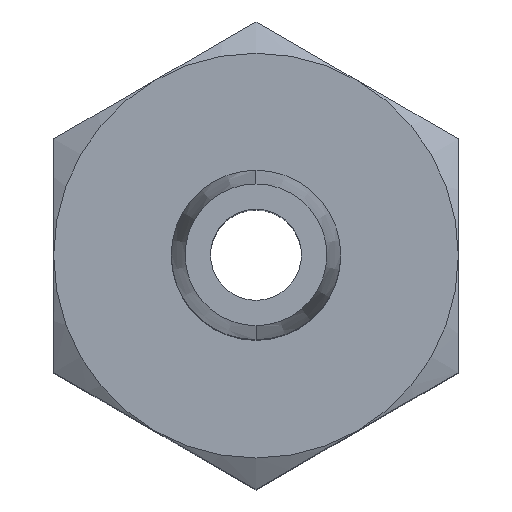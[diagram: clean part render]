
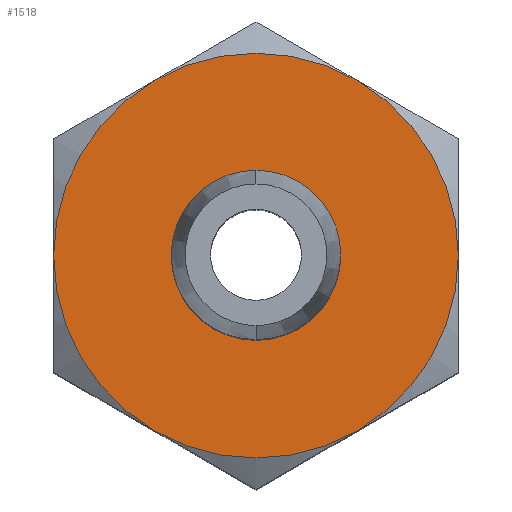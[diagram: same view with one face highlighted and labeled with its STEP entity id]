
A CAD part, top view. The second image highlights one B-rep face of the part: STEP entity #1518.
In plain terms, the highlighted planar face has unit normal (0, 0, 1).
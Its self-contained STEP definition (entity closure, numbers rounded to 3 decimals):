
#9 = AXIS2_PLACEMENT_3D ( 'NONE', #1042, #430, #3906 ) ;
#264 = EDGE_CURVE ( 'NONE', #3062, #2026, #7532, .T. ) ;
#413 = ORIENTED_EDGE ( 'NONE', *, *, #1428, .T. ) ;
#430 = DIRECTION ( 'NONE',  ( 0., 0., 1. ) ) ;
#508 = DIRECTION ( 'NONE',  ( 1., 0., 0. ) ) ;
#511 = VERTEX_POINT ( 'NONE', #4173 ) ;
#606 = EDGE_CURVE ( 'NONE', #2026, #6084, #7077, .T. ) ;
#688 = ORIENTED_EDGE ( 'NONE', *, *, #7075, .F. ) ;
#692 = ORIENTED_EDGE ( 'NONE', *, *, #1198, .F. ) ;
#825 = DIRECTION ( 'NONE',  ( 1., 0., 0. ) ) ;
#924 = EDGE_LOOP ( 'NONE', ( #413, #5340, #6491, #7262, #4012, #3154 ) ) ;
#1042 = CARTESIAN_POINT ( 'NONE',  ( 0., 0., -1.8 ) ) ;
#1198 = EDGE_CURVE ( 'NONE', #511, #2381, #6165, .T. ) ;
#1416 = DIRECTION ( 'NONE',  ( 0., 0., 1. ) ) ;
#1428 = EDGE_CURVE ( 'NONE', #6084, #1528, #6805, .T. ) ;
#1518 = ADVANCED_FACE ( 'NONE', ( #6617, #4595 ), #5196, .T. ) ;
#1528 = VERTEX_POINT ( 'NONE', #5687 ) ;
#1626 = DIRECTION ( 'NONE',  ( 0., 0., 1. ) ) ;
#1663 = CARTESIAN_POINT ( 'NONE',  ( 0., 0., -1.8 ) ) ;
#1742 = EDGE_CURVE ( 'NONE', #1528, #2621, #5982, .T. ) ;
#1854 = CIRCLE ( 'NONE', #5785, 8. ) ;
#2026 = VERTEX_POINT ( 'NONE', #4521 ) ;
#2248 = DIRECTION ( 'NONE',  ( 0., 0., 1. ) ) ;
#2381 = VERTEX_POINT ( 'NONE', #5123 ) ;
#2390 = CIRCLE ( 'NONE', #9, 3.35 ) ;
#2442 = CARTESIAN_POINT ( 'NONE',  ( 4., 6.928, -1.8 ) ) ;
#2492 = DIRECTION ( 'NONE',  ( 1., 0., 0. ) ) ;
#2621 = VERTEX_POINT ( 'NONE', #2442 ) ;
#2743 = CARTESIAN_POINT ( 'NONE',  ( -4., 6.928, -1.8 ) ) ;
#3062 = VERTEX_POINT ( 'NONE', #5660 ) ;
#3154 = ORIENTED_EDGE ( 'NONE', *, *, #606, .T. ) ;
#3299 = EDGE_CURVE ( 'NONE', #4566, #3062, #5974, .T. ) ;
#3480 = DIRECTION ( 'NONE',  ( 0., 0., 1. ) ) ;
#3621 = DIRECTION ( 'NONE',  ( 0., 0., 1. ) ) ;
#3820 = DIRECTION ( 'NONE',  ( 0., -1., 0. ) ) ;
#3906 = DIRECTION ( 'NONE',  ( 0., -1., 0. ) ) ;
#3943 = DIRECTION ( 'NONE',  ( 1., 0., 0. ) ) ;
#3945 = DIRECTION ( 'NONE',  ( 1., 0., 0. ) ) ;
#3998 = CARTESIAN_POINT ( 'NONE',  ( 0., 0., -1.8 ) ) ;
#4012 = ORIENTED_EDGE ( 'NONE', *, *, #264, .T. ) ;
#4173 = CARTESIAN_POINT ( 'NONE',  ( 0., -3.35, -1.8 ) ) ;
#4458 = DIRECTION ( 'NONE',  ( 0., 0., 1. ) ) ;
#4521 = CARTESIAN_POINT ( 'NONE',  ( -4., -6.928, -1.8 ) ) ;
#4566 = VERTEX_POINT ( 'NONE', #2743 ) ;
#4595 = FACE_OUTER_BOUND ( 'NONE', #924, .T. ) ;
#4649 = DIRECTION ( 'NONE',  ( 1., 0., 0. ) ) ;
#4757 = DIRECTION ( 'NONE',  ( 1., 0., 0. ) ) ;
#4937 = AXIS2_PLACEMENT_3D ( 'NONE', #6761, #4458, #4757 ) ;
#5069 = EDGE_LOOP ( 'NONE', ( #688, #692 ) ) ;
#5117 = CARTESIAN_POINT ( 'NONE',  ( 0., 0., -1.8 ) ) ;
#5123 = CARTESIAN_POINT ( 'NONE',  ( 0., 3.35, -1.8 ) ) ;
#5196 = PLANE ( 'NONE',  #7048 ) ;
#5340 = ORIENTED_EDGE ( 'NONE', *, *, #1742, .T. ) ;
#5539 = CARTESIAN_POINT ( 'NONE',  ( 0., 0., -1.8 ) ) ;
#5589 = AXIS2_PLACEMENT_3D ( 'NONE', #6652, #1416, #825 ) ;
#5660 = CARTESIAN_POINT ( 'NONE',  ( -8., 0., -1.8 ) ) ;
#5687 = CARTESIAN_POINT ( 'NONE',  ( 8., 0., -1.8 ) ) ;
#5730 = EDGE_CURVE ( 'NONE', #2621, #4566, #1854, .T. ) ;
#5785 = AXIS2_PLACEMENT_3D ( 'NONE', #3998, #5787, #3945 ) ;
#5787 = DIRECTION ( 'NONE',  ( 0., 0., 1. ) ) ;
#5974 = CIRCLE ( 'NONE', #6569, 8. ) ;
#5982 = CIRCLE ( 'NONE', #5589, 8. ) ;
#5998 = CARTESIAN_POINT ( 'NONE',  ( 4., -6.928, -1.8 ) ) ;
#6084 = VERTEX_POINT ( 'NONE', #5998 ) ;
#6165 = CIRCLE ( 'NONE', #6507, 3.35 ) ;
#6342 = CARTESIAN_POINT ( 'NONE',  ( 0., 0., -1.8 ) ) ;
#6491 = ORIENTED_EDGE ( 'NONE', *, *, #5730, .T. ) ;
#6507 = AXIS2_PLACEMENT_3D ( 'NONE', #5539, #6687, #3820 ) ;
#6569 = AXIS2_PLACEMENT_3D ( 'NONE', #1663, #2248, #508 ) ;
#6617 = FACE_BOUND ( 'NONE', #5069, .T. ) ;
#6652 = CARTESIAN_POINT ( 'NONE',  ( 0., 0., -1.8 ) ) ;
#6687 = DIRECTION ( 'NONE',  ( 0., 0., 1. ) ) ;
#6761 = CARTESIAN_POINT ( 'NONE',  ( 0., 0., -1.8 ) ) ;
#6805 = CIRCLE ( 'NONE', #7297, 8. ) ;
#7048 = AXIS2_PLACEMENT_3D ( 'NONE', #6342, #3480, #4649 ) ;
#7075 = EDGE_CURVE ( 'NONE', #2381, #511, #2390, .T. ) ;
#7077 = CIRCLE ( 'NONE', #4937, 8. ) ;
#7177 = CARTESIAN_POINT ( 'NONE',  ( 0., 0., -1.8 ) ) ;
#7262 = ORIENTED_EDGE ( 'NONE', *, *, #3299, .T. ) ;
#7297 = AXIS2_PLACEMENT_3D ( 'NONE', #5117, #1626, #3943 ) ;
#7532 = CIRCLE ( 'NONE', #7535, 8. ) ;
#7535 = AXIS2_PLACEMENT_3D ( 'NONE', #7177, #3621, #2492 ) ;
